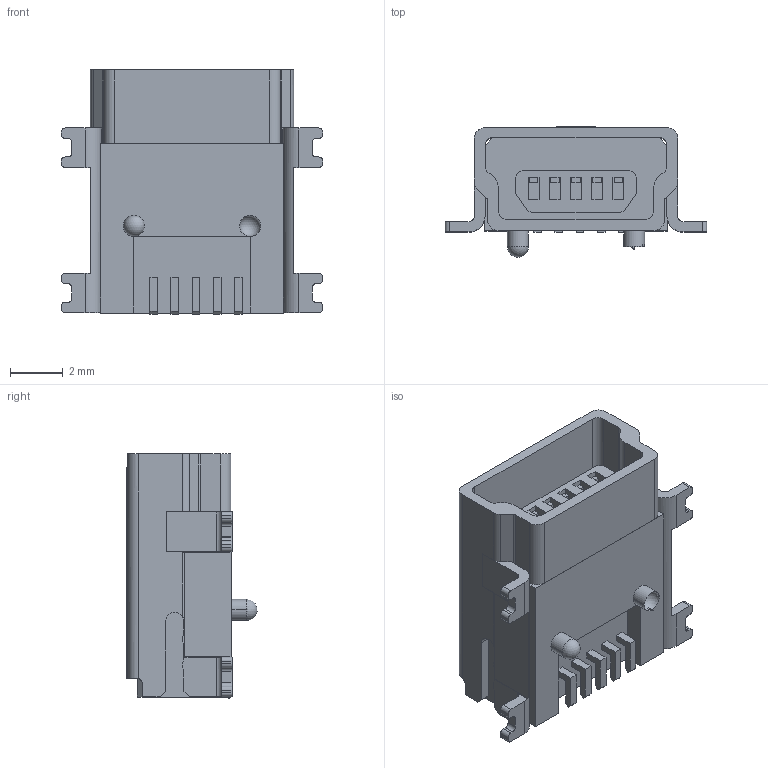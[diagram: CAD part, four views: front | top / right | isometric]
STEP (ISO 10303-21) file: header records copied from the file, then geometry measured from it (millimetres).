
FILE_DESCRIPTION(('STEP AP242'),'1');
FILE_NAME('usb_a-usb_b-m5-smd-c.stp','2018-10-22T09:09:31',('TraceParts'),('TraceParts S.A.'),'Spatial InterOp 3D',' ',' ');
FILE_SCHEMA(('AP242_MANAGED_MODEL_BASED_3D_ENGINEERING_MIM_LF {1 0 10303 442 1 1 4}'));
Length unit declared in the file: millimetre
Products named in the file (1): usb_a-usb_b-m5-smd-c
Bounding box: 9.9 x 4.93 x 9.25 mm (x, y, z)
Volume: 217.5 mm3; surface area: 424.8 mm2
Topology: 6 solids, 6 shells, 298 faces, 852 edges, 566 vertices
Faces by surface type: plane 199, cylinder 97, sphere 2
Entity records: 12283 total; most frequent: CARTESIAN_POINT 1971, ORIENTED_EDGE 1696, DIRECTION 1613, EDGE_CURVE 848, LINE 625, VECTOR 625, VERTEX_POINT 566, AXIS2_PLACEMENT_3D 494
